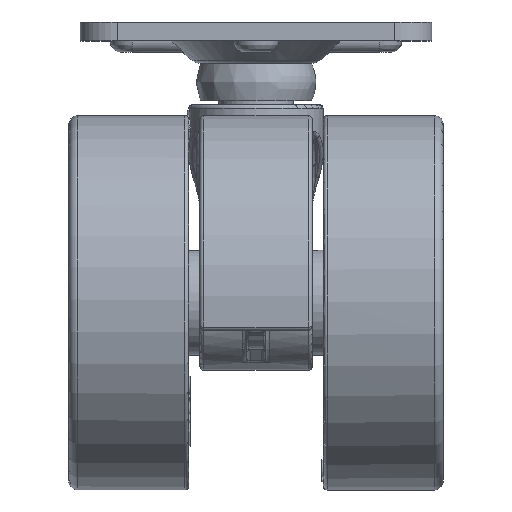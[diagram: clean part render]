
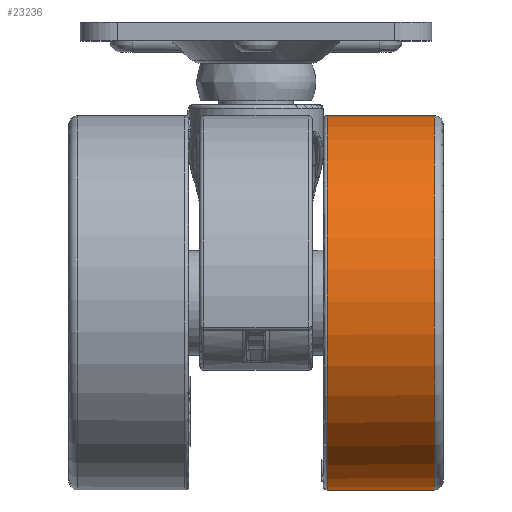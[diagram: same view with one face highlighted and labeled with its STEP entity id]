
A CAD part, top view. The second image highlights one B-rep face of the part: STEP entity #23236.
In plain terms, the highlighted cylindrical face has radius 25 mm (diameter 50 mm), a full revolution.
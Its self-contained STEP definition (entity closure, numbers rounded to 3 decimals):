
#2387=FACE_OUTER_BOUND('',#3838,.T.);
#3838=EDGE_LOOP('',(#20224,#20225,#20226,#20227,#20228,#20229));
#5184=LINE('',#60851,#6559);
#6559=VECTOR('',#31709,25.);
#8093=CIRCLE('',#25807,25.);
#8095=CIRCLE('',#25809,25.);
#8096=CIRCLE('',#25811,25.);
#8097=CIRCLE('',#25812,25.);
#10670=VERTEX_POINT('',#60842);
#10671=VERTEX_POINT('',#60843);
#10672=VERTEX_POINT('',#60848);
#10673=VERTEX_POINT('',#60849);
#13922=EDGE_CURVE('',#10670,#10671,#8093,.T.);
#13924=EDGE_CURVE('',#10671,#10670,#8095,.T.);
#13925=EDGE_CURVE('',#10672,#10673,#8096,.T.);
#13926=EDGE_CURVE('',#10673,#10671,#5184,.T.);
#13927=EDGE_CURVE('',#10673,#10672,#8097,.T.);
#20224=ORIENTED_EDGE('',*,*,#13925,.T.);
#20225=ORIENTED_EDGE('',*,*,#13926,.T.);
#20226=ORIENTED_EDGE('',*,*,#13924,.T.);
#20227=ORIENTED_EDGE('',*,*,#13922,.T.);
#20228=ORIENTED_EDGE('',*,*,#13926,.F.);
#20229=ORIENTED_EDGE('',*,*,#13927,.T.);
#22031=CYLINDRICAL_SURFACE('',#25810,25.);
#23236=ADVANCED_FACE('',(#2387),#22031,.T.);
#25807=AXIS2_PLACEMENT_3D('',#60844,#31699,#31700);
#25809=AXIS2_PLACEMENT_3D('',#60846,#31703,#31704);
#25810=AXIS2_PLACEMENT_3D('',#60847,#31705,#31706);
#25811=AXIS2_PLACEMENT_3D('',#60850,#31707,#31708);
#25812=AXIS2_PLACEMENT_3D('',#60852,#31710,#31711);
#31699=DIRECTION('center_axis',(1.,0.,0.));
#31700=DIRECTION('ref_axis',(0.,-1.,-0.006));
#31703=DIRECTION('center_axis',(1.,0.,0.));
#31704=DIRECTION('ref_axis',(0.,-1.,-0.006));
#31705=DIRECTION('center_axis',(1.,0.,0.));
#31706=DIRECTION('ref_axis',(0.,-1.,0.));
#31707=DIRECTION('center_axis',(-1.,0.,0.));
#31708=DIRECTION('ref_axis',(0.,1.,0.));
#31709=DIRECTION('',(-1.,0.,0.));
#31710=DIRECTION('center_axis',(-1.,0.,0.));
#31711=DIRECTION('ref_axis',(0.,1.,0.));
#60842=CARTESIAN_POINT('',(1.2,24.999,0.158));
#60843=CARTESIAN_POINT('',(1.2,25.,0.));
#60844=CARTESIAN_POINT('Origin',(1.2,0.,0.));
#60846=CARTESIAN_POINT('Origin',(1.2,0.,0.));
#60847=CARTESIAN_POINT('Origin',(-0.8,0.,0.));
#60848=CARTESIAN_POINT('',(15.5,-25.,-0.107));
#60849=CARTESIAN_POINT('',(15.5,25.,0.));
#60850=CARTESIAN_POINT('Origin',(15.5,0.,0.));
#60851=CARTESIAN_POINT('',(-0.8,25.,0.));
#60852=CARTESIAN_POINT('Origin',(15.5,0.,0.));
